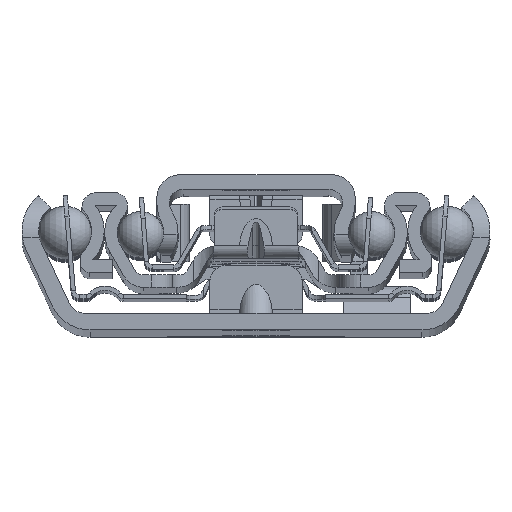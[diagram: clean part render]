
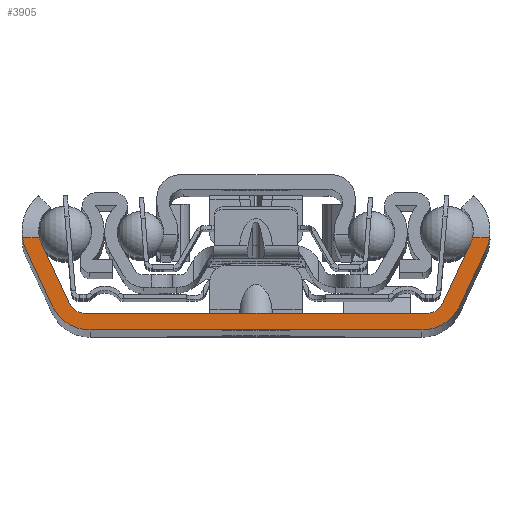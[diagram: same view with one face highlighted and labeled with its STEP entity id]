
A CAD part, top view. The second image highlights one B-rep face of the part: STEP entity #3905.
In plain terms, the highlighted planar face has unit normal (0, 0, 1).
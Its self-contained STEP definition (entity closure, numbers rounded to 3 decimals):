
#36=DIRECTION('',(1.,0.,0.));
#37=VECTOR('',#36,2.024);
#38=CARTESIAN_POINT('',(-27.841,11.,0.));
#39=LINE('',#38,#37);
#40=CARTESIAN_POINT('',(-22.41,11.8,0.));
#41=DIRECTION('',(0.,0.,-1.));
#42=DIRECTION('',(-0.906,-0.423,0.));
#43=AXIS2_PLACEMENT_3D('',#40,#41,#42);
#45=DIRECTION('',(-0.423,0.906,0.));
#46=VECTOR('',#45,7.907);
#47=CARTESIAN_POINT('',(-22.24,3.155,0.));
#48=LINE('',#47,#46);
#49=CARTESIAN_POINT('',(-20.428,4.,0.));
#50=DIRECTION('',(0.,0.,-1.));
#51=DIRECTION('',(0.,-1.,0.));
#52=AXIS2_PLACEMENT_3D('',#49,#50,#51);
#54=DIRECTION('',(-1.,0.,0.));
#55=VECTOR('',#54,40.856);
#56=CARTESIAN_POINT('',(20.428,2.,0.));
#57=LINE('',#56,#55);
#58=CARTESIAN_POINT('',(20.428,4.,0.));
#59=DIRECTION('',(0.,0.,-1.));
#60=DIRECTION('',(0.906,-0.423,0.));
#61=AXIS2_PLACEMENT_3D('',#58,#59,#60);
#63=DIRECTION('',(-0.423,-0.906,0.));
#64=VECTOR('',#63,7.907);
#65=CARTESIAN_POINT('',(25.582,10.321,0.));
#66=LINE('',#65,#64);
#67=CARTESIAN_POINT('',(22.41,11.8,0.));
#68=DIRECTION('',(0.,0.,-1.));
#69=DIRECTION('',(0.974,-0.229,0.));
#70=AXIS2_PLACEMENT_3D('',#67,#68,#69);
#72=DIRECTION('',(1.,0.,0.));
#73=VECTOR('',#72,2.024);
#74=CARTESIAN_POINT('',(25.817,11.,0.));
#75=LINE('',#74,#73);
#76=CARTESIAN_POINT('',(22.41,11.8,0.));
#77=DIRECTION('',(0.,0.,1.));
#78=DIRECTION('',(0.906,-0.423,0.));
#79=AXIS2_PLACEMENT_3D('',#76,#77,#78);
#81=DIRECTION('',(0.423,0.906,0.));
#82=VECTOR('',#81,7.274);
#83=CARTESIAN_POINT('',(24.311,2.887,0.));
#84=LINE('',#83,#82);
#85=CARTESIAN_POINT('',(19.78,5.,0.));
#86=DIRECTION('',(0.,0.,1.));
#87=DIRECTION('',(0.,-1.,0.));
#88=AXIS2_PLACEMENT_3D('',#85,#86,#87);
#90=DIRECTION('',(1.,0.,0.));
#91=VECTOR('',#90,39.56);
#92=CARTESIAN_POINT('',(-19.78,0.,0.));
#93=LINE('',#92,#91);
#94=CARTESIAN_POINT('',(-19.78,5.,0.));
#95=DIRECTION('',(0.,0.,1.));
#96=DIRECTION('',(-0.906,-0.423,0.));
#97=AXIS2_PLACEMENT_3D('',#94,#95,#96);
#99=DIRECTION('',(0.423,-0.906,0.));
#100=VECTOR('',#99,7.274);
#101=CARTESIAN_POINT('',(-27.386,9.48,0.));
#102=LINE('',#101,#100);
#103=CARTESIAN_POINT('',(-22.41,11.8,0.));
#104=DIRECTION('',(0.,0.,1.));
#105=DIRECTION('',(-0.989,-0.146,0.));
#106=AXIS2_PLACEMENT_3D('',#103,#104,#105);
#3258=CARTESIAN_POINT('',(-20.428,2.,0.));
#3259=CARTESIAN_POINT('',(-22.24,3.155,0.));
#3260=VERTEX_POINT('',#3258);
#3261=VERTEX_POINT('',#3259);
#3262=CARTESIAN_POINT('',(-25.582,10.321,0.));
#3263=VERTEX_POINT('',#3262);
#3264=CARTESIAN_POINT('',(-27.386,9.48,0.));
#3265=CARTESIAN_POINT('',(-24.311,2.887,0.));
#3266=VERTEX_POINT('',#3264);
#3267=VERTEX_POINT('',#3265);
#3268=CARTESIAN_POINT('',(-19.78,0.,0.));
#3269=VERTEX_POINT('',#3268);
#3270=CARTESIAN_POINT('',(19.78,0.,0.));
#3271=VERTEX_POINT('',#3270);
#3272=CARTESIAN_POINT('',(24.311,2.887,0.));
#3273=VERTEX_POINT('',#3272);
#3274=CARTESIAN_POINT('',(27.386,9.48,0.));
#3275=VERTEX_POINT('',#3274);
#3276=CARTESIAN_POINT('',(25.582,10.321,0.));
#3277=CARTESIAN_POINT('',(22.24,3.155,0.));
#3278=VERTEX_POINT('',#3276);
#3279=VERTEX_POINT('',#3277);
#3280=CARTESIAN_POINT('',(20.428,2.,0.));
#3281=VERTEX_POINT('',#3280);
#3490=CARTESIAN_POINT('',(-27.841,11.,0.));
#3491=CARTESIAN_POINT('',(-25.817,11.,0.));
#3492=VERTEX_POINT('',#3490);
#3493=VERTEX_POINT('',#3491);
#3494=CARTESIAN_POINT('',(25.817,11.,0.));
#3495=CARTESIAN_POINT('',(27.841,11.,0.));
#3496=VERTEX_POINT('',#3494);
#3497=VERTEX_POINT('',#3495);
#3866=CARTESIAN_POINT('',(0.,0.,0.));
#3867=DIRECTION('',(0.,0.,1.));
#3868=DIRECTION('',(1.,0.,0.));
#3869=AXIS2_PLACEMENT_3D('',#3866,#3867,#3868);
#3870=PLANE('',#3869);
#3872=ORIENTED_EDGE('',*,*,#3871,.T.);
#3874=ORIENTED_EDGE('',*,*,#3873,.F.);
#3876=ORIENTED_EDGE('',*,*,#3875,.F.);
#3878=ORIENTED_EDGE('',*,*,#3877,.F.);
#3880=ORIENTED_EDGE('',*,*,#3879,.F.);
#3882=ORIENTED_EDGE('',*,*,#3881,.F.);
#3884=ORIENTED_EDGE('',*,*,#3883,.F.);
#3886=ORIENTED_EDGE('',*,*,#3885,.F.);
#3888=ORIENTED_EDGE('',*,*,#3887,.T.);
#3890=ORIENTED_EDGE('',*,*,#3889,.F.);
#3892=ORIENTED_EDGE('',*,*,#3891,.F.);
#3894=ORIENTED_EDGE('',*,*,#3893,.F.);
#3896=ORIENTED_EDGE('',*,*,#3895,.F.);
#3898=ORIENTED_EDGE('',*,*,#3897,.F.);
#3900=ORIENTED_EDGE('',*,*,#3899,.F.);
#3902=ORIENTED_EDGE('',*,*,#3901,.F.);
#3903=EDGE_LOOP('',(#3872,#3874,#3876,#3878,#3880,#3882,#3884,#3886,#3888,#3890,
#3892,#3894,#3896,#3898,#3900,#3902));
#3904=FACE_OUTER_BOUND('',#3903,.F.);
#3905=ADVANCED_FACE('',(#3904),#3870,.T.);
#44=CIRCLE('',#43,3.5);
#53=CIRCLE('',#52,2.);
#62=CIRCLE('',#61,2.);
#71=CIRCLE('',#70,3.5);
#80=CIRCLE('',#79,5.49);
#89=CIRCLE('',#88,5.);
#98=CIRCLE('',#97,5.);
#107=CIRCLE('',#106,5.49);
#3871=EDGE_CURVE('',#3492,#3493,#39,.T.);
#3873=EDGE_CURVE('',#3263,#3493,#44,.T.);
#3875=EDGE_CURVE('',#3261,#3263,#48,.T.);
#3877=EDGE_CURVE('',#3260,#3261,#53,.T.);
#3879=EDGE_CURVE('',#3281,#3260,#57,.T.);
#3881=EDGE_CURVE('',#3279,#3281,#62,.T.);
#3883=EDGE_CURVE('',#3278,#3279,#66,.T.);
#3885=EDGE_CURVE('',#3496,#3278,#71,.T.);
#3887=EDGE_CURVE('',#3496,#3497,#75,.T.);
#3889=EDGE_CURVE('',#3275,#3497,#80,.T.);
#3891=EDGE_CURVE('',#3273,#3275,#84,.T.);
#3893=EDGE_CURVE('',#3271,#3273,#89,.T.);
#3895=EDGE_CURVE('',#3269,#3271,#93,.T.);
#3897=EDGE_CURVE('',#3267,#3269,#98,.T.);
#3899=EDGE_CURVE('',#3266,#3267,#102,.T.);
#3901=EDGE_CURVE('',#3492,#3266,#107,.T.);
